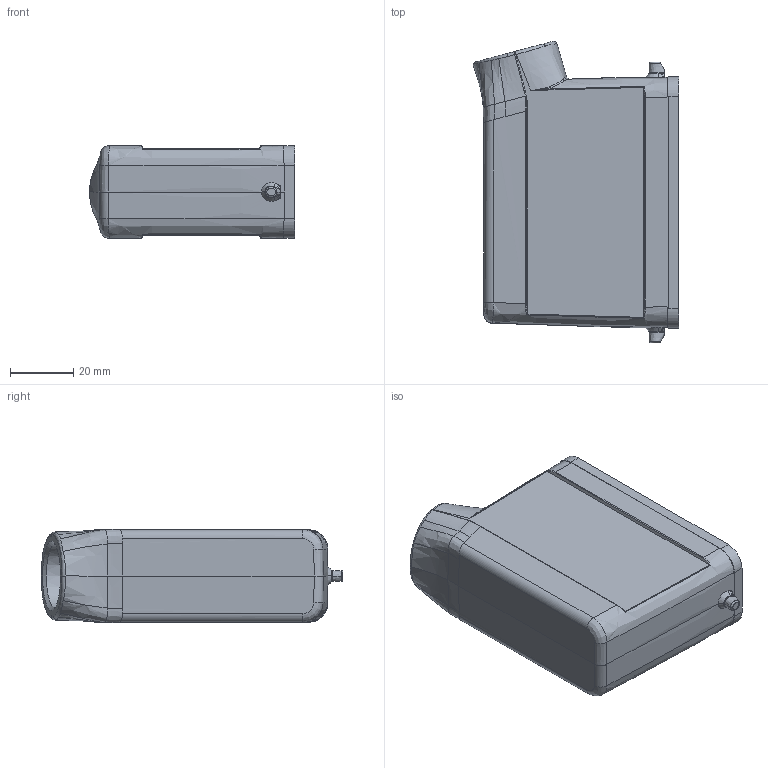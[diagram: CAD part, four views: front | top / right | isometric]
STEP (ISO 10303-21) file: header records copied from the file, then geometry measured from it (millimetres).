
FILE_DESCRIPTION(/* description */ (''),/* implementation_level */ '2;1');
FILE_NAME(/* name */ 'H16A-SE-2B-XXX.stp',/* time_stamp */ '2023-09-20T08:00:47+08:00',/* author */ (''),/* organization */ (''),/* preprocessor_version */ 'ST-DEVELOPER v16',/* originating_system */ 'SIEMENS PLM Software NX 10.0',/* authorisation */ '');
FILE_SCHEMA (('AUTOMOTIVE_DESIGN { 1 0 10303 214 3 1 1 1 }'));
Length unit declared in the file: millimetre
Products named in the file (1): Admi16F8F3C4yvk8
Bounding box: 64.77 x 95.09 x 29.38 mm (x, y, z)
Volume: 36804.1 mm3; surface area: 29650.4 mm2
Topology: 1 solids, 1 shells, 267 faces, 665 edges, 402 vertices
Faces by surface type: bspline 127, plane 64, cylinder 58, extrusion 10, revolution 4, cone 2, sphere 2
Full cylindrical faces by diameter (mm): 2.5 x4, 3.5 x4, 17.413 x1
Entity records: 15163 total; most frequent: CARTESIAN_POINT 10207, ORIENTED_EDGE 1274, EDGE_CURVE 637, DIRECTION 566, B_SPLINE_CURVE_WITH_KNOTS 408, VERTEX_POINT 395, EDGE_LOOP 288, ADVANCED_FACE 265
